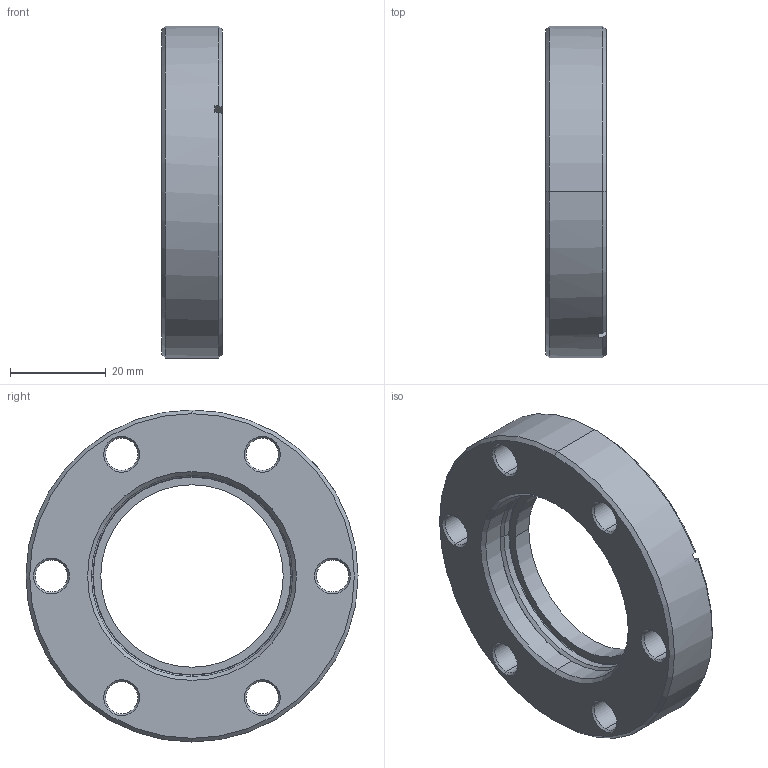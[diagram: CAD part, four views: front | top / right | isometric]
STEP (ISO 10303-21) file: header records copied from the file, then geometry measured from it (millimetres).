
FILE_DESCRIPTION (( 'STEP AP214' ), '1' );
FILE_NAME ('1112142 rev 1.STEP', '2017-03-06T18:01:48', ( '' ), ( '' ), 'SwSTEP 2.0', 'SolidWorks 2016', '' );
FILE_SCHEMA (( 'AUTOMOTIVE_DESIGN' ));
Length unit declared in the file: inch
Products named in the file (3): 990366 rev 1; 990363 rev C mod; 1112142 rev 1
Assembly tree (2 placements, depth 2):
  1112142 rev 1
    990363 rev C mod
    990366 rev 1
Bounding box: 12.7 x 69.34 x 69.34 mm (x, y, z)
Volume: 27711.8 mm3; surface area: 13248.8 mm2
Topology: 2 solids, 2 shells, 89 faces, 204 edges, 120 vertices
Faces by surface type: cone 39, cylinder 26, plane 13, torus 11
Entity records: 2729 total; most frequent: DIRECTION 501, CARTESIAN_POINT 496, ORIENTED_EDGE 408, AXIS2_PLACEMENT_3D 211, EDGE_CURVE 204, VERTEX_POINT 120, CIRCLE 117, EDGE_LOOP 106
